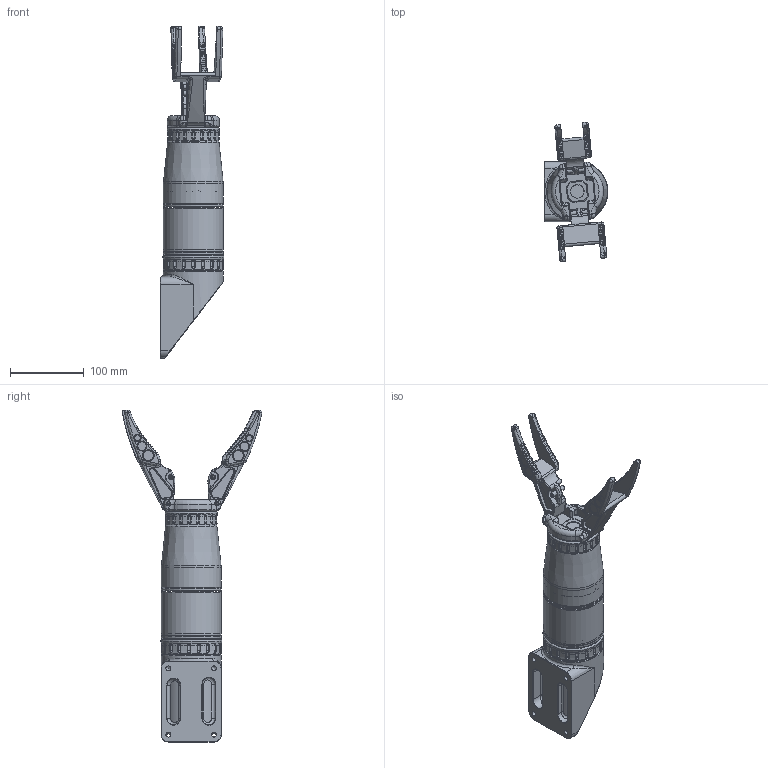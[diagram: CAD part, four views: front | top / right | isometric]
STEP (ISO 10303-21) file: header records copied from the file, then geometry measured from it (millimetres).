
FILE_DESCRIPTION (( 'STEP AP214' ), '1' );
FILE_NAME ('Bravo 2.STEP', '2020-05-06T23:08:39', ( '' ), ( '' ), 'SwSTEP 2.0', 'SolidWorks 2019', '' );
FILE_SCHEMA (( 'AUTOMOTIVE_DESIGN' ));
Length unit declared in the file: millimetre
Products named in the file (14): RS2-286-def; RS2-151-def; Gripper_def; RS2-252-def; RS2-259-def; RS2-288; RS2-287; Bravo 2; RS2-255-def_Jaw Inside; RS2-255-def; dbh13m; RS2-254; RS2-257-def; RS2-202-def
Assembly tree (15 placements, depth 3):
  Bravo 2
    RS2-202-def
    RS2-286-def
    RS2-287
    RS2-288
    Gripper_def
      RS2-151-def
      RS2-259-def
      RS2-254
      RS2-257-def
      RS2-252-def  x3
      RS2-255-def_Jaw Inside
      RS2-255-def
    dbh13m
Bounding box: 86.49 x 189.85 x 451.03 mm (x, y, z)
Volume: 1256175.7 mm3; surface area: 275750.9 mm2
Topology: 13 solids, 15 shells, 1887 faces, 4567 edges, 2783 vertices
Faces by surface type: cylinder 521, plane 514, bspline 409, torus 230, cone 119, sphere 94
Full cylindrical faces by diameter (mm): 1 x1, 2 x15, 3 x13, 3.3 x2, 4.2 x2, 5.5 x1, 6 x8, 6.1 x2, 6.8 x8, 8 x4, 8.927 x4, 9.921 x1, 10.8 x1, 12.1 x4, 12.335 x4, 14.3 x1, 14.937 x4, 18.3 x1, 18.8 x1, 22.6 x1, 24 x1, 25 x1, 31.18 x1, 49.613 x1, 50 x2, 57 x1, 60.002 x1, 63 x1, 69 x2, 69.42 x1
Entity records: 103771 total; most frequent: CARTESIAN_POINT 59959, ORIENTED_EDGE 8231, DIRECTION 7252, EDGE_CURVE 4124, AXIS2_PLACEMENT_3D 2867, VERTEX_POINT 2636, EDGE_LOOP 2216, FACE_OUTER_BOUND 2040
